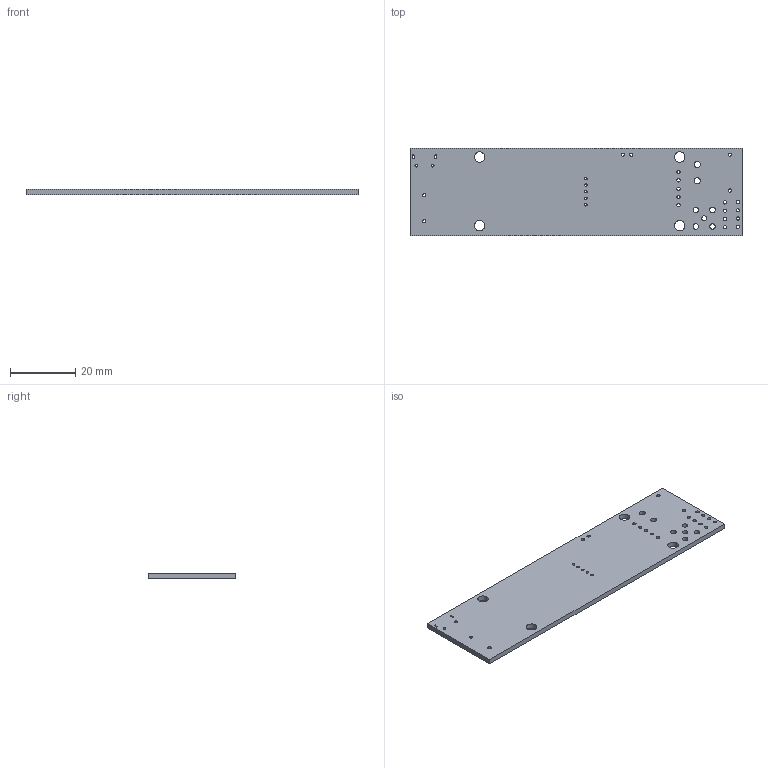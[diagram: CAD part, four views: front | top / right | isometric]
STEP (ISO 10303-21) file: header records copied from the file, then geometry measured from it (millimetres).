
FILE_DESCRIPTION(('KiCad electronic assembly'),'2;1');
FILE_NAME('L2_board.step','2022-03-23T08:38:20',('Pcbnew'),('Kicad'), 'Open CASCADE STEP processor 7.6','KiCad to STEP converter','Unknown' );
FILE_SCHEMA(('AUTOMOTIVE_DESIGN { 1 0 10303 214 1 1 1 1 }'));
Length unit declared in the file: millimetre
Products named in the file (2): L2_board 1; _autosave-L2_board PCB
Assembly tree (1 placements, depth 2):
  L2_board 1
    _autosave-L2_board PCB
Bounding box: 101.6 x 26.92 x 1.6 mm (x, y, z)
Volume: 4267.4 mm3; surface area: 6004.1 mm2
Topology: 1 solids, 1 shells, 51 faces, 147 edges, 98 vertices
Faces by surface type: cylinder 41, plane 10
Full cylindrical faces by diameter (mm): 0.75 x5, 0.85 x2, 1 x19, 1.5 x1, 1.7 x4, 1.9 x2, 3.2 x4
Entity records: 4083 total; most frequent: CARTESIAN_POINT 1084, DIRECTION 547, ORIENTED_EDGE 294, PCURVE 294, DEFINITIONAL_REPRESENTATION 294, LINE 277, VECTOR 277, EDGE_CURVE 147
